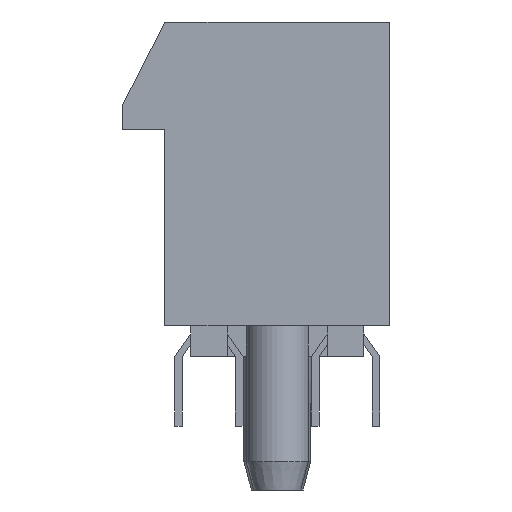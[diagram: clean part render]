
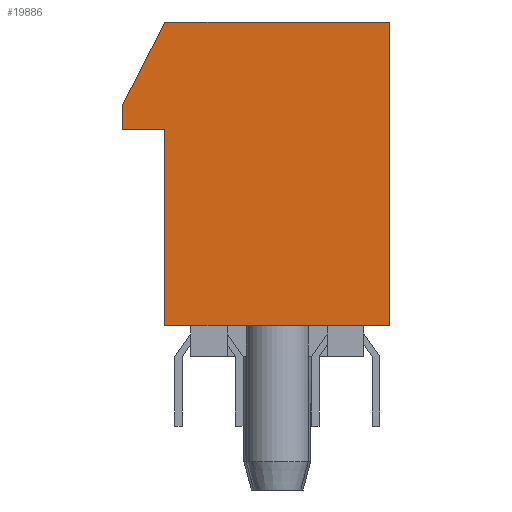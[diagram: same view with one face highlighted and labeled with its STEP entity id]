
A CAD part, left-side view. The second image highlights one B-rep face of the part: STEP entity #19886.
In plain terms, the highlighted planar face has unit normal (-1, 0, 0).
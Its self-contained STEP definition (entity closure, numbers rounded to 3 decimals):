
#2=DIRECTION('',(0.,1.,0.));
#3=VECTOR('',#2,7.4);
#4=CARTESIAN_POINT('',(-19.5,-3.7,-10.));
#5=LINE('',#4,#3);
#6=DIRECTION('',(0.,0.,1.));
#7=VECTOR('',#6,6.45);
#8=CARTESIAN_POINT('',(-19.5,3.7,-10.));
#9=LINE('',#8,#7);
#10=DIRECTION('',(0.,1.,0.));
#11=VECTOR('',#10,1.4);
#12=CARTESIAN_POINT('',(-19.5,3.7,-3.55));
#13=LINE('',#12,#11);
#14=DIRECTION('',(0.,0.,1.));
#15=VECTOR('',#14,0.8);
#16=CARTESIAN_POINT('',(-19.5,5.1,-3.55));
#17=LINE('',#16,#15);
#18=DIRECTION('',(0.,-0.454,0.891));
#19=VECTOR('',#18,3.086);
#20=CARTESIAN_POINT('',(-19.5,5.1,-2.75));
#21=LINE('',#20,#19);
#22=DIRECTION('',(0.,-1.,0.));
#23=VECTOR('',#22,7.4);
#24=CARTESIAN_POINT('',(-19.5,3.7,0.));
#25=LINE('',#24,#23);
#26=DIRECTION('',(0.,0.,-1.));
#27=VECTOR('',#26,10.);
#28=CARTESIAN_POINT('',(-19.5,-3.7,0.));
#29=LINE('',#28,#27);
#14977=CARTESIAN_POINT('',(-19.5,-3.7,-10.));
#14978=CARTESIAN_POINT('',(-19.5,3.7,-10.));
#14979=VERTEX_POINT('',#14977);
#14980=VERTEX_POINT('',#14978);
#14981=CARTESIAN_POINT('',(-19.5,3.7,-3.55));
#14982=VERTEX_POINT('',#14981);
#14983=CARTESIAN_POINT('',(-19.5,5.1,-3.55));
#14984=VERTEX_POINT('',#14983);
#14985=CARTESIAN_POINT('',(-19.5,5.1,-2.75));
#14986=VERTEX_POINT('',#14985);
#14987=CARTESIAN_POINT('',(-19.5,3.7,0.));
#14988=VERTEX_POINT('',#14987);
#14989=CARTESIAN_POINT('',(-19.5,-3.7,0.));
#14990=VERTEX_POINT('',#14989);
#19865=CARTESIAN_POINT('',(-19.5,0.,0.));
#19866=DIRECTION('',(1.,0.,0.));
#19867=DIRECTION('',(0.,0.,-1.));
#19868=AXIS2_PLACEMENT_3D('',#19865,#19866,#19867);
#19869=PLANE('',#19868);
#19871=ORIENTED_EDGE('',*,*,#19870,.T.);
#19873=ORIENTED_EDGE('',*,*,#19872,.T.);
#19875=ORIENTED_EDGE('',*,*,#19874,.T.);
#19877=ORIENTED_EDGE('',*,*,#19876,.T.);
#19879=ORIENTED_EDGE('',*,*,#19878,.T.);
#19881=ORIENTED_EDGE('',*,*,#19880,.T.);
#19883=ORIENTED_EDGE('',*,*,#19882,.T.);
#19884=EDGE_LOOP('',(#19871,#19873,#19875,#19877,#19879,#19881,#19883));
#19885=FACE_OUTER_BOUND('',#19884,.F.);
#19870=EDGE_CURVE('',#14979,#14980,#5,.T.);
#19872=EDGE_CURVE('',#14980,#14982,#9,.T.);
#19874=EDGE_CURVE('',#14982,#14984,#13,.T.);
#19876=EDGE_CURVE('',#14984,#14986,#17,.T.);
#19878=EDGE_CURVE('',#14986,#14988,#21,.T.);
#19880=EDGE_CURVE('',#14988,#14990,#25,.T.);
#19882=EDGE_CURVE('',#14990,#14979,#29,.T.);
#19886=ADVANCED_FACE('',(#19885),#19869,.F.);
